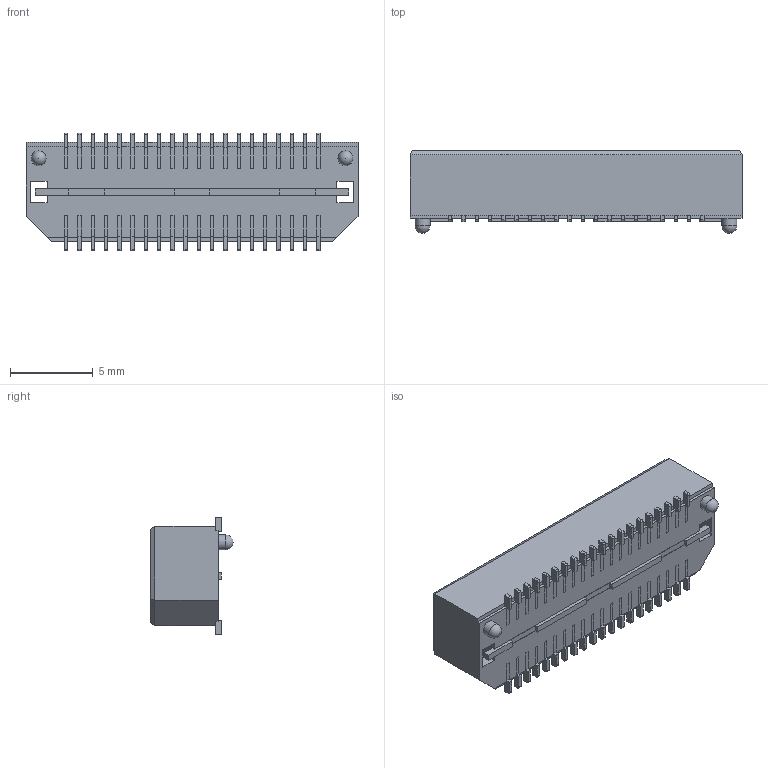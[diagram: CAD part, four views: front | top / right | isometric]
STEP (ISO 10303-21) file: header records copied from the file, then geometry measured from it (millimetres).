
FILE_DESCRIPTION(/* description */ ('STEP AP214'),/* implementation_level */ '2;1');
FILE_NAME(/* name */ 'QTE-020-01-L-D-A',/* time_stamp */ '2024-07-05T10:27:48+02:00',/* author */ ('License CC BY-ND 4.0'),/* organization */ ('CADENAS'),/* preprocessor_version */ 'ST-DEVELOPER v19.3',/* originating_system */ 'PARTsolutions',/* authorisation */ ' ');
FILE_SCHEMA (('TECHNICAL_DATA_PACKAGING','INTEGRATED_CNC_SCHEMA','AUTOMOTIVE_DESIGN {1 0 10303 214 3 1 1}'));
Length unit declared in the file: inch
Products named in the file (4): QTE-020-01-L-D-A; QTE-020-01-D-At; PT-1S39-01(020-01-D); QTE-T-1G1-01_imp
Assembly tree (3 placements, depth 2):
  QTE-020-01-L-D-A
    QTE-020-01-D-At
    PT-1S39-01(020-01-D)
    QTE-T-1G1-01_imp
Bounding box: 20.02 x 4.98 x 7.11 mm (x, y, z)
Volume: 331.2 mm3; surface area: 1207.3 mm2
Topology: 3 solids, 3 shells, 1002 faces, 2984 edges, 1988 vertices
Faces by surface type: plane 916, cylinder 84, sphere 2
Full cylindrical faces by diameter (mm): 0.889 x2
Entity records: 33107 total; most frequent: CARTESIAN_POINT 5962, ORIENTED_EDGE 5948, DIRECTION 5158, EDGE_CURVE 2974, LINE 2802, VECTOR 2802, VERTEX_POINT 1982, AXIS2_PLACEMENT_3D 1178
